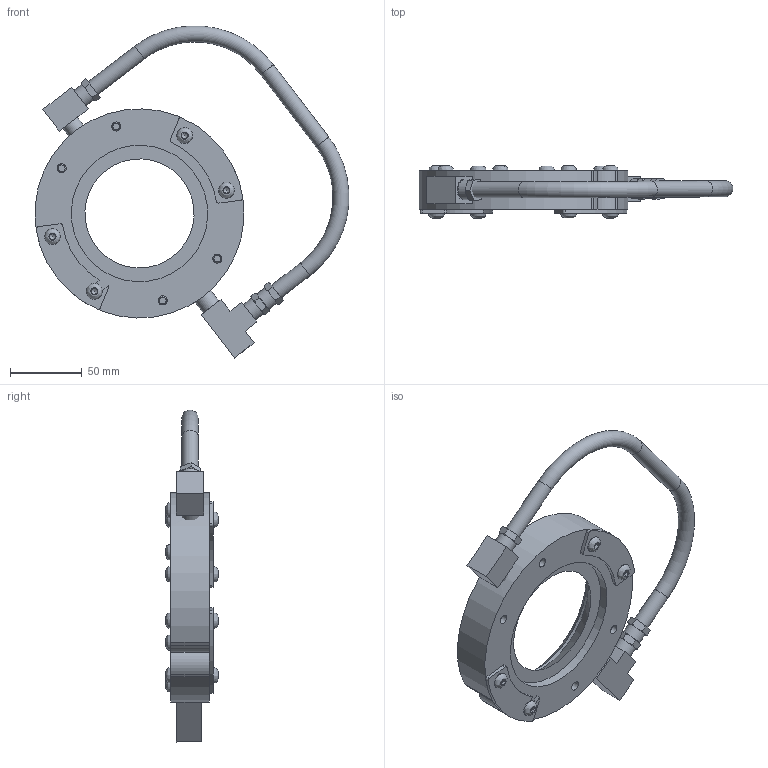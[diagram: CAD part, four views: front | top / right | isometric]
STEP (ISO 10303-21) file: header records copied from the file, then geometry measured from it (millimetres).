
FILE_DESCRIPTION((''),'2;1');
FILE_NAME('2403.stp','2011-06-21T11:30:58',('Dan Preston'),(''),'Autodesk Inventor 2012','Autodesk Inventor 2012','');
FILE_SCHEMA(('AUTOMOTIVE_DESIGN { 1 0 10303 214 1 1 1 1 }'));
Length unit declared in the file: inch
Products named in the file (10): 2403; Brass Tee; Brass nipple; Brass elbow; Hexagon Socket Button Head Cap Screw - Inch 1/4 - 20 x 1/2; Hexagon Socket Button Head Cap Screw - Inch 1/4 - 20 x 3/8; 2403-top bracket; 2403-bottom bracket; 2403-body; 2403-hose
Assembly tree (20 placements, depth 2):
  2403
    Brass Tee
    Brass nipple  x2
    Brass elbow
    Hexagon Socket Button Head Cap Screw - Inch 1/4 - 20 x 1/2  x8
    Hexagon Socket Button Head Cap Screw - Inch 1/4 - 20 x 3/8  x4
    2403-top bracket
    2403-bottom bracket
    2403-body
    2403-hose
Bounding box: 219.04 x 36.37 x 231.77 mm (x, y, z)
Volume: 329305.8 mm3; surface area: 82789.2 mm2
Topology: 20 solids, 20 shells, 304 faces, 725 edges, 495 vertices
Faces by surface type: plane 180, cylinder 72, cone 28, torus 12, bspline 12
Full cylindrical faces by diameter (mm): 5.08 x2, 6.35 x20, 7.112 x3, 11.1 x12, 11.176 x3, 12.7 x4, 13.708 x4, 13.716 x1, 95.25 x1, 97.612 x1
Entity records: 4851 total; most frequent: CARTESIAN_POINT 1165, DIRECTION 717, ORIENTED_EDGE 532, AXIS2_PLACEMENT_3D 293, EDGE_CURVE 266, EDGE_LOOP 219, VERTEX_POINT 199, FACE_OUTER_BOUND 139
